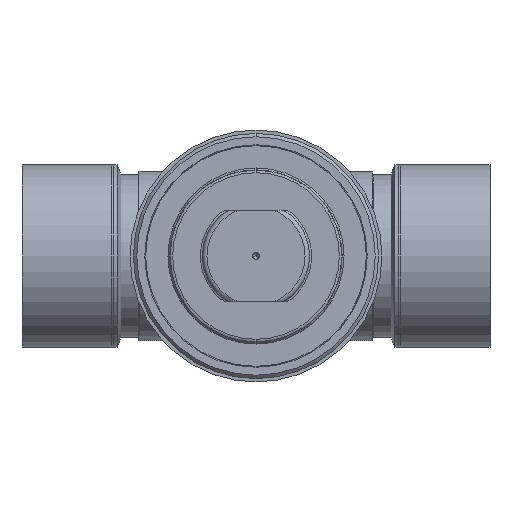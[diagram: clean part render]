
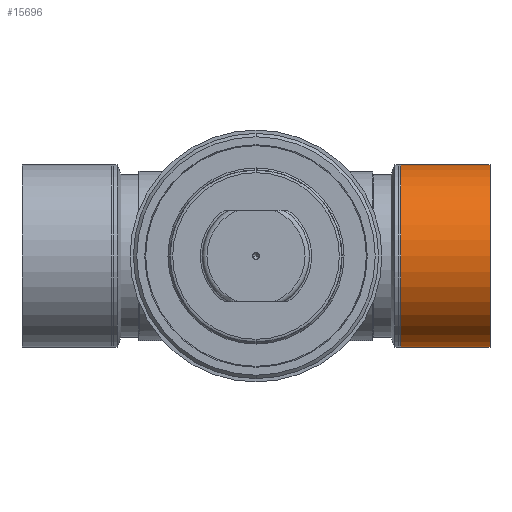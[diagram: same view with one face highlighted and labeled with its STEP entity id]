
A CAD part, front view. The second image highlights one B-rep face of the part: STEP entity #15696.
In plain terms, the highlighted cylindrical face has radius 41 mm (diameter 82 mm), a partial arc.
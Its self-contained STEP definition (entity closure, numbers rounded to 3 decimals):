
#411 = VECTOR ( 'NONE', #3559, 1000. ) ;
#504 = VERTEX_POINT ( 'NONE', #4071 ) ;
#651 = CARTESIAN_POINT ( 'NONE',  ( 105., 0., -41. ) ) ;
#718 = AXIS2_PLACEMENT_3D ( 'NONE', #3683, #14242, #10288 ) ;
#1675 = ORIENTED_EDGE ( 'NONE', *, *, #16014, .F. ) ;
#3559 = DIRECTION ( 'NONE',  ( -1., 0., 0. ) ) ;
#3666 = EDGE_LOOP ( 'NONE', ( #4400, #16674, #7532, #1675 ) ) ;
#3683 = CARTESIAN_POINT ( 'NONE',  ( 65., 0., 0. ) ) ;
#3816 = EDGE_CURVE ( 'NONE', #504, #7386, #12430, .T. ) ;
#3938 = LINE ( 'NONE', #4789, #411 ) ;
#4071 = CARTESIAN_POINT ( 'NONE',  ( 105., 0., 41. ) ) ;
#4400 = ORIENTED_EDGE ( 'NONE', *, *, #12268, .T. ) ;
#4789 = CARTESIAN_POINT ( 'NONE',  ( 65., 0., -41. ) ) ;
#5342 = CARTESIAN_POINT ( 'NONE',  ( 65., 0., 41. ) ) ;
#5595 = EDGE_CURVE ( 'NONE', #5981, #7386, #9059, .T. ) ;
#5981 = VERTEX_POINT ( 'NONE', #13887 ) ;
#6801 = VECTOR ( 'NONE', #11951, 1000. ) ;
#7386 = VERTEX_POINT ( 'NONE', #9197 ) ;
#7532 = ORIENTED_EDGE ( 'NONE', *, *, #5595, .F. ) ;
#7611 = CARTESIAN_POINT ( 'NONE',  ( 65., 0., 0. ) ) ;
#8140 = VERTEX_POINT ( 'NONE', #651 ) ;
#8366 = CIRCLE ( 'NONE', #13647, 41. ) ;
#8445 = FACE_OUTER_BOUND ( 'NONE', #3666, .T. ) ;
#9059 = CIRCLE ( 'NONE', #718, 41. ) ;
#9197 = CARTESIAN_POINT ( 'NONE',  ( 65., 0., 41. ) ) ;
#9904 = DIRECTION ( 'NONE',  ( -1., 0., 0. ) ) ;
#10074 = CARTESIAN_POINT ( 'NONE',  ( 105., 0., 0. ) ) ;
#10268 = AXIS2_PLACEMENT_3D ( 'NONE', #7611, #10347, #10463 ) ;
#10288 = DIRECTION ( 'NONE',  ( 0., 0., -1. ) ) ;
#10347 = DIRECTION ( 'NONE',  ( -1., 0., 0. ) ) ;
#10463 = DIRECTION ( 'NONE',  ( 0., 0., -1. ) ) ;
#11951 = DIRECTION ( 'NONE',  ( -1., 0., 0. ) ) ;
#12268 = EDGE_CURVE ( 'NONE', #8140, #504, #8366, .T. ) ;
#12430 = LINE ( 'NONE', #5342, #6801 ) ;
#13228 = CYLINDRICAL_SURFACE ( 'NONE', #10268, 41. ) ;
#13647 = AXIS2_PLACEMENT_3D ( 'NONE', #10074, #9904, #15209 ) ;
#13887 = CARTESIAN_POINT ( 'NONE',  ( 65., 0., -41. ) ) ;
#14242 = DIRECTION ( 'NONE',  ( -1., 0., 0. ) ) ;
#15209 = DIRECTION ( 'NONE',  ( 0., 0., -1. ) ) ;
#15696 = ADVANCED_FACE ( 'NONE', ( #8445 ), #13228, .T. ) ;
#16014 = EDGE_CURVE ( 'NONE', #8140, #5981, #3938, .T. ) ;
#16674 = ORIENTED_EDGE ( 'NONE', *, *, #3816, .T. ) ;
